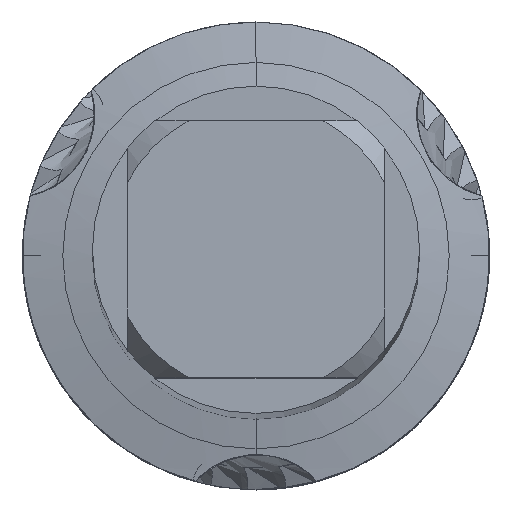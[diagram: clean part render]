
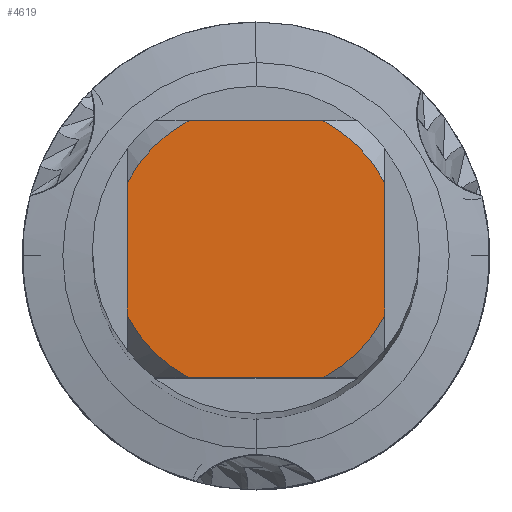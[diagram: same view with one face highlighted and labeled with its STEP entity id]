
A CAD part, top view. The second image highlights one B-rep face of the part: STEP entity #4619.
In plain terms, the highlighted planar face has unit normal (0, 0, 1).
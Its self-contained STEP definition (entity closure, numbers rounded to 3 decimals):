
#1723=VERTEX_POINT('',#5074);
#1733=VERTEX_POINT('',#5086);
#1985=EDGE_CURVE('',#4467,#2839,#5367,.T.);
#2033=VERTEX_POINT('',#5420);
#2209=VERTEX_POINT('',#5608);
#2301=EDGE_CURVE('',#4531,#1733,#5705,.T.);
#2535=EDGE_CURVE('',#1723,#1733,#5959,.T.);
#2839=VERTEX_POINT('',#6283);
#3077=EDGE_CURVE('',#4531,#2209,#6540,.T.);
#3415=EDGE_CURVE('',#1723,#2839,#6912,.T.);
#3601=VERTEX_POINT('',#7113);
#4199=EDGE_CURVE('',#4467,#2033,#7764,.T.);
#4467=VERTEX_POINT('',#8060);
#4531=VERTEX_POINT('',#8133);
#4591=EDGE_CURVE('',#3601,#2033,#8201,.T.);
#4601=EDGE_CURVE('',#3601,#2209,#8211,.T.);
#4619=ADVANCED_FACE('',(#8230),#8231,.T.);
#5074=CARTESIAN_POINT('',(1.431,2.75,0.0));
#5086=CARTESIAN_POINT('',(2.75,1.431,0.0));
#5367=CIRCLE('',#9373,3.1);
#5420=CARTESIAN_POINT('',(-2.75,-1.431,0.0));
#5608=CARTESIAN_POINT('',(1.431,-2.75,0.0));
#5705=LINE('',#10291,#10292);
#5959=CIRCLE('',#11241,3.1);
#6283=CARTESIAN_POINT('',(-1.431,2.75,0.0));
#6540=CIRCLE('',#12607,3.1);
#6912=LINE('',#13779,#13780);
#7113=CARTESIAN_POINT('',(-1.431,-2.75,0.0));
#7764=LINE('',#15795,#15796);
#8060=CARTESIAN_POINT('',(-2.75,1.431,0.0));
#8133=CARTESIAN_POINT('',(2.75,-1.431,0.0));
#8201=CIRCLE('',#17214,3.1);
#8211=LINE('',#17267,#17268);
#8230=FACE_OUTER_BOUND('',#17289,.T.);
#8231=PLANE('',#17290);
#9373=AXIS2_PLACEMENT_3D('',#18927,#18928,#18929);
#10291=CARTESIAN_POINT('',(2.75,0.775,0.0));
#10292=VECTOR('',#19331,1.0);
#11241=AXIS2_PLACEMENT_3D('',#19558,#19559,#19560);
#12607=AXIS2_PLACEMENT_3D('',#20082,#20083,#20084);
#13779=CARTESIAN_POINT('',(0.0,2.75,0.0));
#13780=VECTOR('',#20453,1.0);
#15795=CARTESIAN_POINT('',(-2.75,0.775,0.0));
#15796=VECTOR('',#21315,1.0);
#17214=AXIS2_PLACEMENT_3D('',#21929,#21930,#21931);
#17267=CARTESIAN_POINT('',(0.0,-2.75,0.0));
#17268=VECTOR('',#21933,1.0);
#17289=EDGE_LOOP('',(#21949,#21950,#21951,#21952,#21953,#21954,#21955,#21956));
#17290=AXIS2_PLACEMENT_3D('',#21957,#21958,#21959);
#18927=CARTESIAN_POINT('',(0.0,0.0,0.0));
#18928=DIRECTION('',(0.0,0.0,-1.0));
#18929=DIRECTION('',(0.0,1.0,0.0));
#19331=DIRECTION('',(-0.0,1.0,0.0));
#19558=CARTESIAN_POINT('',(0.0,0.0,0.0));
#19559=DIRECTION('',(0.0,0.0,-1.0));
#19560=DIRECTION('',(0.0,1.0,0.0));
#20082=CARTESIAN_POINT('',(0.0,0.0,0.0));
#20083=DIRECTION('',(0.0,0.0,-1.0));
#20084=DIRECTION('',(0.0,1.0,0.0));
#20453=DIRECTION('',(-1.0,0.0,0.0));
#21315=DIRECTION('',(-0.0,-1.0,0.0));
#21929=CARTESIAN_POINT('',(0.0,0.0,0.0));
#21930=DIRECTION('',(0.0,0.0,-1.0));
#21931=DIRECTION('',(0.0,1.0,0.0));
#21933=DIRECTION('',(1.0,0.0,0.0));
#21949=ORIENTED_EDGE('',*,*,#4199,.T.);
#21950=ORIENTED_EDGE('',*,*,#4591,.F.);
#21951=ORIENTED_EDGE('',*,*,#4601,.T.);
#21952=ORIENTED_EDGE('',*,*,#3077,.F.);
#21953=ORIENTED_EDGE('',*,*,#2301,.T.);
#21954=ORIENTED_EDGE('',*,*,#2535,.F.);
#21955=ORIENTED_EDGE('',*,*,#3415,.T.);
#21956=ORIENTED_EDGE('',*,*,#1985,.F.);
#21957=CARTESIAN_POINT('',(0.0,1.55,0.0));
#21958=DIRECTION('',(-0.0,0.0,1.0));
#21959=DIRECTION('',(0.0,-1.0,0.0));
